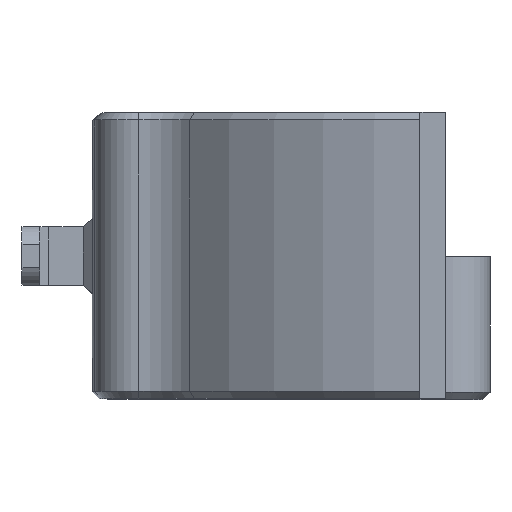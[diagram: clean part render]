
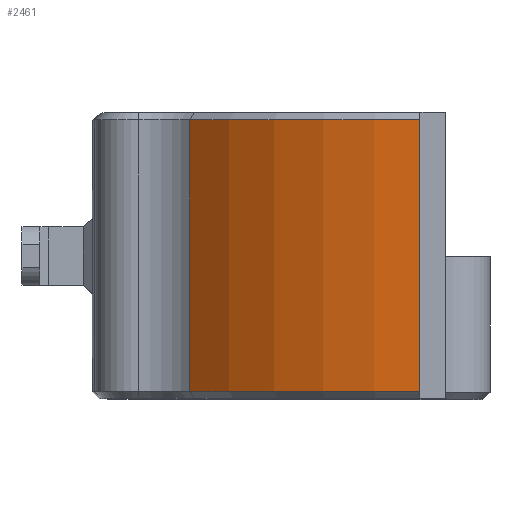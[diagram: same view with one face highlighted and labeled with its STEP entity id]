
A CAD part, top view. The second image highlights one B-rep face of the part: STEP entity #2461.
In plain terms, the highlighted cylindrical face has radius 49.43 mm (diameter 98.86 mm), a partial arc.
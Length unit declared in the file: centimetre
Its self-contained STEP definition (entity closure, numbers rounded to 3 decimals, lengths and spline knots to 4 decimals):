
#26 = VECTOR ( 'NONE', #870, 100. ) ;
#45 = ORIENTED_EDGE ( 'NONE', *, *, #1740, .T. ) ;
#83 = CARTESIAN_POINT ( 'NONE',  ( -3.5812, 3.9, 3.407 ) ) ;
#147 = CARTESIAN_POINT ( 'NONE',  ( -3.5812, 0.1, 3.407 ) ) ;
#212 = VERTEX_POINT ( 'NONE', #2559 ) ;
#227 = EDGE_CURVE ( 'NONE', #2170, #212, #1720, .T. ) ;
#348 = CIRCLE ( 'NONE', #1696, 4.943 ) ;
#444 = EDGE_CURVE ( 'NONE', #2170, #2691, #1829, .T. ) ;
#597 = FACE_OUTER_BOUND ( 'NONE', #1663, .T. ) ;
#694 = DIRECTION ( 'NONE',  ( 0., 0., 1. ) ) ;
#826 = CARTESIAN_POINT ( 'NONE',  ( -0.25, 4., 4.9367 ) ) ;
#835 = CARTESIAN_POINT ( 'NONE',  ( 0., 4., 0. ) ) ;
#870 = DIRECTION ( 'NONE',  ( 0., -1., 0. ) ) ;
#882 = LINE ( 'NONE', #1514, #26 ) ;
#1071 = CYLINDRICAL_SURFACE ( 'NONE', #2083, 4.943 ) ;
#1108 = ORIENTED_EDGE ( 'NONE', *, *, #1201, .T. ) ;
#1201 = EDGE_CURVE ( 'NONE', #2005, #212, #348, .T. ) ;
#1248 = DIRECTION ( 'NONE',  ( 0., -1., 0. ) ) ;
#1271 = ORIENTED_EDGE ( 'NONE', *, *, #444, .T. ) ;
#1507 = DIRECTION ( 'NONE',  ( 0., 0., 1. ) ) ;
#1514 = CARTESIAN_POINT ( 'NONE',  ( -3.5812, 4., 3.407 ) ) ;
#1557 = CARTESIAN_POINT ( 'NONE',  ( -0.25, 3.9, 4.9367 ) ) ;
#1585 = DIRECTION ( 'NONE',  ( 0., 1., 0. ) ) ;
#1663 = EDGE_LOOP ( 'NONE', ( #45, #1108, #2203, #1271 ) ) ;
#1696 = AXIS2_PLACEMENT_3D ( 'NONE', #2709, #1585, #694 ) ;
#1720 = LINE ( 'NONE', #826, #2339 ) ;
#1726 = DIRECTION ( 'NONE',  ( 0., -1., 0. ) ) ;
#1740 = EDGE_CURVE ( 'NONE', #2691, #2005, #882, .T. ) ;
#1829 = CIRCLE ( 'NONE', #2383, 4.943 ) ;
#1933 = DIRECTION ( 'NONE',  ( 0., -1., 0. ) ) ;
#2005 = VERTEX_POINT ( 'NONE', #147 ) ;
#2083 = AXIS2_PLACEMENT_3D ( 'NONE', #835, #1248, #2143 ) ;
#2143 = DIRECTION ( 'NONE',  ( 0., 0., -1. ) ) ;
#2170 = VERTEX_POINT ( 'NONE', #1557 ) ;
#2203 = ORIENTED_EDGE ( 'NONE', *, *, #227, .F. ) ;
#2339 = VECTOR ( 'NONE', #1933, 100. ) ;
#2383 = AXIS2_PLACEMENT_3D ( 'NONE', #2441, #1726, #1507 ) ;
#2441 = CARTESIAN_POINT ( 'NONE',  ( 0., 3.9, 0. ) ) ;
#2461 = ADVANCED_FACE ( 'NONE', ( #597 ), #1071, .T. ) ;
#2559 = CARTESIAN_POINT ( 'NONE',  ( -0.25, 0.1, 4.9367 ) ) ;
#2691 = VERTEX_POINT ( 'NONE', #83 ) ;
#2709 = CARTESIAN_POINT ( 'NONE',  ( 0., 0.1, 0. ) ) ;
